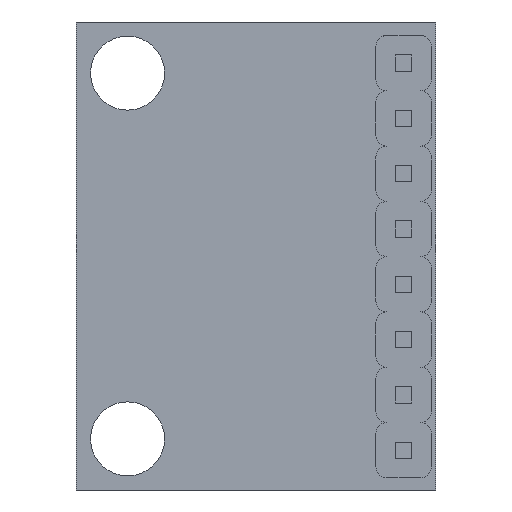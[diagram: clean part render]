
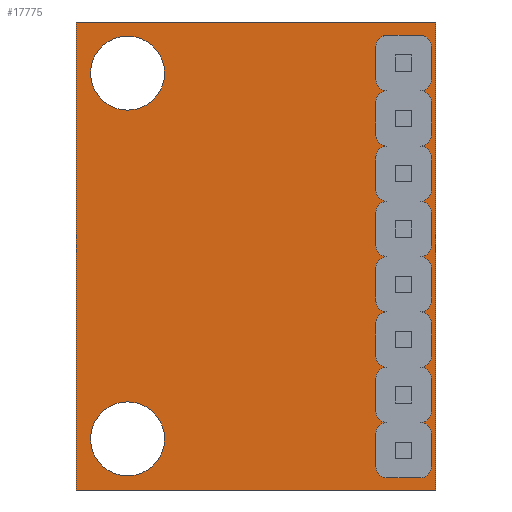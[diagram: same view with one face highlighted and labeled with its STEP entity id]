
A CAD part, front view. The second image highlights one B-rep face of the part: STEP entity #17775.
In plain terms, the highlighted planar face has unit normal (0, -1, 0).
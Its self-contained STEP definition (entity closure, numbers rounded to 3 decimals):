
#1044 = DIRECTION ( 'NONE',  ( 0., 0., 1. ) ) ;
#1554 = EDGE_CURVE ( 'NONE', #6732, #9194, #36460, .T. ) ;
#1635 = PLANE ( 'NONE',  #9675 ) ;
#2711 = EDGE_CURVE ( 'NONE', #13995, #12707, #33779, .T. ) ;
#2978 = DIRECTION ( 'NONE',  ( 0., 0., 1. ) ) ;
#4065 = ORIENTED_EDGE ( 'NONE', *, *, #6989, .F. ) ;
#5064 = EDGE_LOOP ( 'NONE', ( #9697, #12421 ) ) ;
#5605 = AXIS2_PLACEMENT_3D ( 'NONE', #35401, #7871, #22475 ) ;
#6732 = VERTEX_POINT ( 'NONE', #32483 ) ;
#6989 = EDGE_CURVE ( 'NONE', #15565, #6732, #16820, .T. ) ;
#7018 = VECTOR ( 'NONE', #2978, 1000. ) ;
#7268 = DIRECTION ( 'NONE',  ( 0., 0., 1. ) ) ;
#7374 = DIRECTION ( 'NONE',  ( 0., 0., 1. ) ) ;
#7582 = LINE ( 'NONE', #32297, #8467 ) ;
#7871 = DIRECTION ( 'NONE',  ( 0., -1., 0. ) ) ;
#8467 = VECTOR ( 'NONE', #12936, 1000. ) ;
#8470 = DIRECTION ( 'NONE',  ( 0., 0., 1. ) ) ;
#9142 = CARTESIAN_POINT ( 'NONE',  ( 0., 0., -10.75 ) ) ;
#9194 = VERTEX_POINT ( 'NONE', #37934 ) ;
#9267 = CARTESIAN_POINT ( 'NONE',  ( -8.25, 0., 10.75 ) ) ;
#9675 = AXIS2_PLACEMENT_3D ( 'NONE', #34771, #22046, #7268 ) ;
#9697 = ORIENTED_EDGE ( 'NONE', *, *, #2711, .F. ) ;
#9838 = VECTOR ( 'NONE', #12501, 1000. ) ;
#10239 = FACE_BOUND ( 'NONE', #34625, .T. ) ;
#10614 = DIRECTION ( 'NONE',  ( 0., -1., 0. ) ) ;
#11511 = VECTOR ( 'NONE', #29569, 1000. ) ;
#12129 = CARTESIAN_POINT ( 'NONE',  ( -8.25, 0., 0. ) ) ;
#12421 = ORIENTED_EDGE ( 'NONE', *, *, #24365, .F. ) ;
#12501 = DIRECTION ( 'NONE',  ( -1., 0., 0. ) ) ;
#12707 = VERTEX_POINT ( 'NONE', #13280 ) ;
#12936 = DIRECTION ( 'NONE',  ( 1., 0., 0. ) ) ;
#13280 = CARTESIAN_POINT ( 'NONE',  ( -5.9, 0., 6.7 ) ) ;
#13295 = CIRCLE ( 'NONE', #35801, 1.7 ) ;
#13977 = ORIENTED_EDGE ( 'NONE', *, *, #34784, .F. ) ;
#13995 = VERTEX_POINT ( 'NONE', #38082 ) ;
#14981 = DIRECTION ( 'NONE',  ( 0., -1., 0. ) ) ;
#15377 = VERTEX_POINT ( 'NONE', #9267 ) ;
#15565 = VERTEX_POINT ( 'NONE', #22604 ) ;
#16198 = CARTESIAN_POINT ( 'NONE',  ( -5.9, 0., 8.4 ) ) ;
#16820 = LINE ( 'NONE', #29773, #11511 ) ;
#17012 = CIRCLE ( 'NONE', #5605, 1.7 ) ;
#17025 = CIRCLE ( 'NONE', #25473, 1.7 ) ;
#17775 = ADVANCED_FACE ( 'NONE', ( #37564, #38162, #10239 ), #1635, .F. ) ;
#21832 = VERTEX_POINT ( 'NONE', #27214 ) ;
#22046 = DIRECTION ( 'NONE',  ( 0., 1., 0. ) ) ;
#22409 = VERTEX_POINT ( 'NONE', #28381 ) ;
#22475 = DIRECTION ( 'NONE',  ( 0., 0., 1. ) ) ;
#22604 = CARTESIAN_POINT ( 'NONE',  ( 8.25, 0., 10.75 ) ) ;
#24365 = EDGE_CURVE ( 'NONE', #12707, #13995, #17025, .T. ) ;
#25380 = CARTESIAN_POINT ( 'NONE',  ( -5.9, 0., -8.4 ) ) ;
#25473 = AXIS2_PLACEMENT_3D ( 'NONE', #32798, #14981, #8470 ) ;
#27214 = CARTESIAN_POINT ( 'NONE',  ( -5.9, 0., -10.1 ) ) ;
#27940 = AXIS2_PLACEMENT_3D ( 'NONE', #16198, #10614, #1044 ) ;
#28381 = CARTESIAN_POINT ( 'NONE',  ( -5.9, 0., -6.7 ) ) ;
#28594 = EDGE_CURVE ( 'NONE', #15377, #15565, #7582, .T. ) ;
#29155 = ORIENTED_EDGE ( 'NONE', *, *, #37808, .F. ) ;
#29569 = DIRECTION ( 'NONE',  ( 0., 0., -1. ) ) ;
#29773 = CARTESIAN_POINT ( 'NONE',  ( 8.25, 0., 0. ) ) ;
#32297 = CARTESIAN_POINT ( 'NONE',  ( 0., 0., 10.75 ) ) ;
#32483 = CARTESIAN_POINT ( 'NONE',  ( 8.25, 0., -10.75 ) ) ;
#32798 = CARTESIAN_POINT ( 'NONE',  ( -5.9, 0., 8.4 ) ) ;
#33747 = ORIENTED_EDGE ( 'NONE', *, *, #1554, .F. ) ;
#33779 = CIRCLE ( 'NONE', #27940, 1.7 ) ;
#34625 = EDGE_LOOP ( 'NONE', ( #35191, #13977 ) ) ;
#34771 = CARTESIAN_POINT ( 'NONE',  ( 0., 0., 0. ) ) ;
#34784 = EDGE_CURVE ( 'NONE', #21832, #22409, #17012, .T. ) ;
#35191 = ORIENTED_EDGE ( 'NONE', *, *, #35561, .F. ) ;
#35401 = CARTESIAN_POINT ( 'NONE',  ( -5.9, 0., -8.4 ) ) ;
#35522 = EDGE_LOOP ( 'NONE', ( #4065, #39066, #29155, #33747 ) ) ;
#35561 = EDGE_CURVE ( 'NONE', #22409, #21832, #13295, .T. ) ;
#35801 = AXIS2_PLACEMENT_3D ( 'NONE', #25380, #37661, #7374 ) ;
#36460 = LINE ( 'NONE', #9142, #9838 ) ;
#36481 = LINE ( 'NONE', #12129, #7018 ) ;
#37564 = FACE_OUTER_BOUND ( 'NONE', #35522, .T. ) ;
#37661 = DIRECTION ( 'NONE',  ( 0., -1., 0. ) ) ;
#37808 = EDGE_CURVE ( 'NONE', #9194, #15377, #36481, .T. ) ;
#37934 = CARTESIAN_POINT ( 'NONE',  ( -8.25, 0., -10.75 ) ) ;
#38082 = CARTESIAN_POINT ( 'NONE',  ( -5.9, 0., 10.1 ) ) ;
#38162 = FACE_BOUND ( 'NONE', #5064, .T. ) ;
#39066 = ORIENTED_EDGE ( 'NONE', *, *, #28594, .F. ) ;
